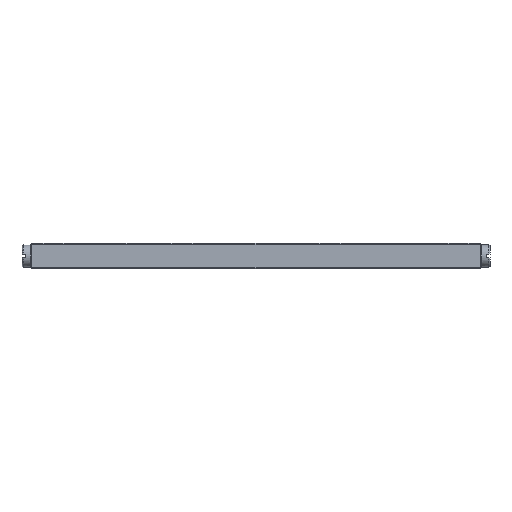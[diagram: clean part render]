
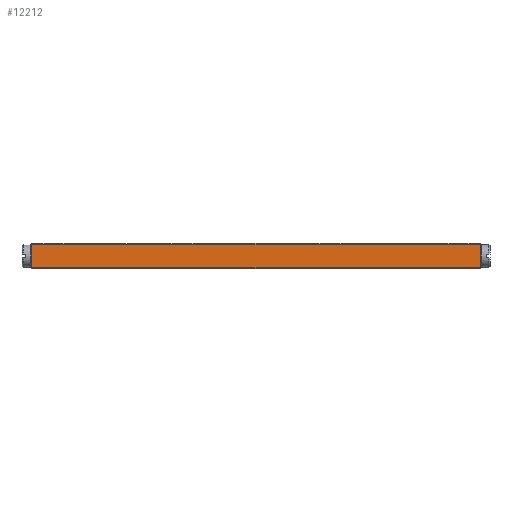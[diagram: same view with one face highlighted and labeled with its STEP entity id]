
A CAD part, front view. The second image highlights one B-rep face of the part: STEP entity #12212.
In plain terms, the highlighted planar face has unit normal (0, -1, 0).
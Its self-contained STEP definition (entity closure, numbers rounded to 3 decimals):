
#9739=FACE_OUTER_BOUND('',#19874,.T.);
#12212=ADVANCED_FACE('',(#9739),#15044,.T.);
#15044=PLANE('',#58148);
#19874=EDGE_LOOP('',(#23471,#23472,#23473,#23474));
#23471=ORIENTED_EDGE('',*,*,#41995,.T.);
#23472=ORIENTED_EDGE('',*,*,#41996,.T.);
#23473=ORIENTED_EDGE('',*,*,#41997,.T.);
#23474=ORIENTED_EDGE('',*,*,#41998,.T.);
#37359=VERTEX_POINT('',#75339);
#37360=VERTEX_POINT('',#75340);
#37361=VERTEX_POINT('',#75342);
#37362=VERTEX_POINT('',#75344);
#41995=EDGE_CURVE('',#37359,#37360,#48856,.T.);
#41996=EDGE_CURVE('',#37360,#37361,#48857,.T.);
#41997=EDGE_CURVE('',#37361,#37362,#48858,.T.);
#41998=EDGE_CURVE('',#37362,#37359,#48859,.T.);
#48856=LINE('',#75338,#53580);
#48857=LINE('',#75341,#53581);
#48858=LINE('',#75343,#53582);
#48859=LINE('',#75345,#53583);
#53580=VECTOR('',#62237,1.);
#53581=VECTOR('',#62238,1.);
#53582=VECTOR('',#62239,1.);
#53583=VECTOR('',#62240,1.);
#58148=AXIS2_PLACEMENT_3D('',#75346,#62241,#62242);
#62237=DIRECTION('',(-1.,0.,0.));
#62238=DIRECTION('',(0.,0.,-1.));
#62239=DIRECTION('',(1.,0.,0.));
#62240=DIRECTION('',(0.,0.,1.));
#62241=DIRECTION('',(0.,-1.,0.));
#62242=DIRECTION('',(0.,0.,1.));
#75338=CARTESIAN_POINT('',(52.5,0.,5.7));
#75339=CARTESIAN_POINT('',(104.725,0.,5.7));
#75340=CARTESIAN_POINT('',(0.275,0.,5.7));
#75341=CARTESIAN_POINT('',(0.275,0.,0.));
#75342=CARTESIAN_POINT('',(0.275,0.,0.3));
#75343=CARTESIAN_POINT('',(52.5,0.,0.3));
#75344=CARTESIAN_POINT('',(104.725,0.,0.3));
#75345=CARTESIAN_POINT('',(104.725,0.,0.));
#75346=CARTESIAN_POINT('',(52.5,0.,0.));
